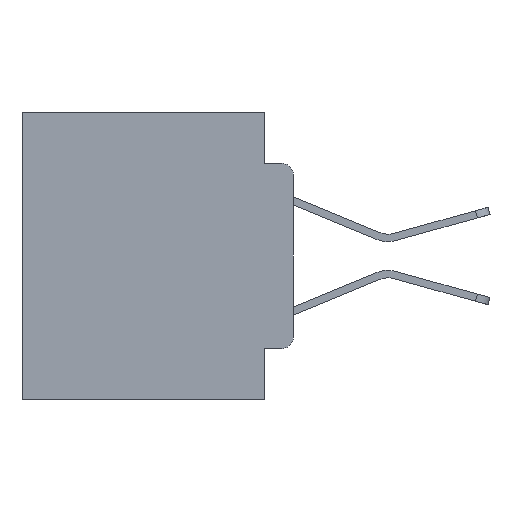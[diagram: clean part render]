
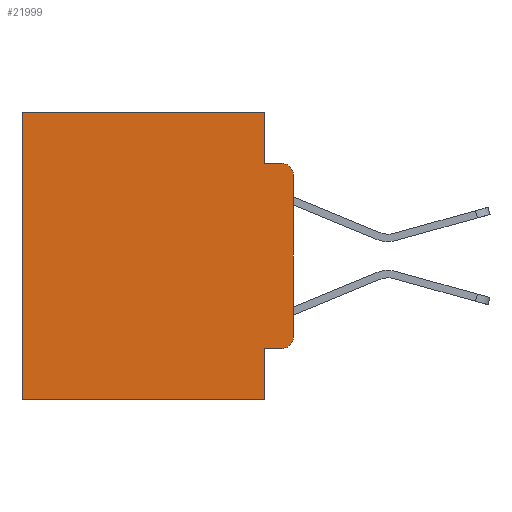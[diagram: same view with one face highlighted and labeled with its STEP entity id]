
A CAD part, left-side view. The second image highlights one B-rep face of the part: STEP entity #21999.
In plain terms, the highlighted planar face has unit normal (-1, 0, 0).
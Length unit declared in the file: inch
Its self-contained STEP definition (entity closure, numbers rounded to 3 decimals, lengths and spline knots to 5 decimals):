
#1276 = EDGE_CURVE ( 'NONE', #13069, #3782, #1528, .T. ) ;
#1323 = AXIS2_PLACEMENT_3D ( 'NONE', #19512, #18526, #3347 ) ;
#1528 = LINE ( 'NONE', #3821, #2289 ) ;
#1613 = EDGE_CURVE ( 'NONE', #25632, #18836, #17524, .T. ) ;
#1887 = VERTEX_POINT ( 'NONE', #14125 ) ;
#1956 = DIRECTION ( 'NONE',  ( 0., 0., -1. ) ) ;
#2117 = DIRECTION ( 'NONE',  ( 0., 0., -1. ) ) ;
#2289 = VECTOR ( 'NONE', #14816, 39.37008 ) ;
#2340 = VERTEX_POINT ( 'NONE', #16852 ) ;
#2411 = CARTESIAN_POINT ( 'NONE',  ( 0.298, 0.02, -0.1085 ) ) ;
#2759 = EDGE_CURVE ( 'NONE', #5391, #7948, #11100, .T. ) ;
#3189 = ORIENTED_EDGE ( 'NONE', *, *, #1276, .T. ) ;
#3347 = DIRECTION ( 'NONE',  ( 0., 0., -1. ) ) ;
#3782 = VERTEX_POINT ( 'NONE', #18142 ) ;
#3821 = CARTESIAN_POINT ( 'NONE',  ( 0.298, 0., 0. ) ) ;
#4843 = DIRECTION ( 'NONE',  ( 0., 0., -1. ) ) ;
#4915 = DIRECTION ( 'NONE',  ( 0., -1., 0. ) ) ;
#5251 = CARTESIAN_POINT ( 'NONE',  ( 0.298, 0.051, -0.0885 ) ) ;
#5391 = VERTEX_POINT ( 'NONE', #20135 ) ;
#5416 = VERTEX_POINT ( 'NONE', #10350 ) ;
#5600 = ORIENTED_EDGE ( 'NONE', *, *, #6708, .F. ) ;
#5679 = LINE ( 'NONE', #6132, #17182 ) ;
#5699 = DIRECTION ( 'NONE',  ( 0., -1., 0. ) ) ;
#6132 = CARTESIAN_POINT ( 'NONE',  ( 0.298, 0., 0. ) ) ;
#6708 = EDGE_CURVE ( 'NONE', #23255, #7948, #5679, .T. ) ;
#7231 = CARTESIAN_POINT ( 'NONE',  ( 0.298, 0., 0. ) ) ;
#7948 = VERTEX_POINT ( 'NONE', #18438 ) ;
#7996 = ORIENTED_EDGE ( 'NONE', *, *, #10721, .T. ) ;
#9313 = EDGE_LOOP ( 'NONE', ( #5600, #7996, #20695, #22563, #3189, #15619, #24668, #16472, #9987, #22327 ) ) ;
#9508 = VECTOR ( 'NONE', #1956, 39.37008 ) ;
#9553 = DIRECTION ( 'NONE',  ( 0., 0., -1. ) ) ;
#9961 = VECTOR ( 'NONE', #21916, 39.37008 ) ;
#9987 = ORIENTED_EDGE ( 'NONE', *, *, #22050, .T. ) ;
#10350 = CARTESIAN_POINT ( 'NONE',  ( 0.298, 0.473, -0.5 ) ) ;
#10721 = EDGE_CURVE ( 'NONE', #23255, #18836, #25801, .T. ) ;
#11100 = CIRCLE ( 'NONE', #1323, 0.02 ) ;
#11545 = VECTOR ( 'NONE', #5699, 39.37008 ) ;
#12532 = LINE ( 'NONE', #27244, #22628 ) ;
#13069 = VERTEX_POINT ( 'NONE', #22701 ) ;
#13858 = CARTESIAN_POINT ( 'NONE',  ( 0.298, 0.02, -0.0885 ) ) ;
#14085 = PLANE ( 'NONE',  #25194 ) ;
#14125 = CARTESIAN_POINT ( 'NONE',  ( 0.298, 0.051, -0.4115 ) ) ;
#14192 = LINE ( 'NONE', #18188, #9508 ) ;
#14816 = DIRECTION ( 'NONE',  ( 0., 1., 0. ) ) ;
#15619 = ORIENTED_EDGE ( 'NONE', *, *, #21878, .T. ) ;
#16011 = LINE ( 'NONE', #24159, #9961 ) ;
#16472 = ORIENTED_EDGE ( 'NONE', *, *, #26852, .F. ) ;
#16529 = CARTESIAN_POINT ( 'NONE',  ( 0.298, 0.051, -0.4115 ) ) ;
#16852 = CARTESIAN_POINT ( 'NONE',  ( 0.298, 0.051, -0.5 ) ) ;
#17042 = DIRECTION ( 'NONE',  ( 0., 1., 0. ) ) ;
#17182 = VECTOR ( 'NONE', #24798, 39.37008 ) ;
#17524 = LINE ( 'NONE', #5251, #11545 ) ;
#17923 = AXIS2_PLACEMENT_3D ( 'NONE', #2411, #18633, #4843 ) ;
#18142 = CARTESIAN_POINT ( 'NONE',  ( 0.298, 0.473, 0. ) ) ;
#18188 = CARTESIAN_POINT ( 'NONE',  ( 0.298, 0.473, 0. ) ) ;
#18438 = CARTESIAN_POINT ( 'NONE',  ( 0.298, 0., -0.3915 ) ) ;
#18526 = DIRECTION ( 'NONE',  ( -1., 0., 0. ) ) ;
#18633 = DIRECTION ( 'NONE',  ( -1., 0., 0. ) ) ;
#18836 = VERTEX_POINT ( 'NONE', #13858 ) ;
#19512 = CARTESIAN_POINT ( 'NONE',  ( 0.298, 0.02, -0.3915 ) ) ;
#19967 = CARTESIAN_POINT ( 'NONE',  ( 0.298, 0., -0.1085 ) ) ;
#20135 = CARTESIAN_POINT ( 'NONE',  ( 0.298, 0.02, -0.4115 ) ) ;
#20232 = LINE ( 'NONE', #28084, #25408 ) ;
#20695 = ORIENTED_EDGE ( 'NONE', *, *, #1613, .F. ) ;
#20768 = EDGE_CURVE ( 'NONE', #13069, #25632, #12532, .T. ) ;
#21859 = VECTOR ( 'NONE', #4915, 39.37008 ) ;
#21878 = EDGE_CURVE ( 'NONE', #3782, #5416, #14192, .T. ) ;
#21916 = DIRECTION ( 'NONE',  ( 0., 0., -1. ) ) ;
#21999 = ADVANCED_FACE ( 'NONE', ( #28399 ), #14085, .F. ) ;
#22050 = EDGE_CURVE ( 'NONE', #1887, #5391, #27716, .T. ) ;
#22327 = ORIENTED_EDGE ( 'NONE', *, *, #2759, .T. ) ;
#22563 = ORIENTED_EDGE ( 'NONE', *, *, #20768, .F. ) ;
#22628 = VECTOR ( 'NONE', #2117, 39.37008 ) ;
#22701 = CARTESIAN_POINT ( 'NONE',  ( 0.298, 0.051, 0. ) ) ;
#23077 = DIRECTION ( 'NONE',  ( 1., 0., 0. ) ) ;
#23255 = VERTEX_POINT ( 'NONE', #19967 ) ;
#24159 = CARTESIAN_POINT ( 'NONE',  ( 0.298, 0.051, 0. ) ) ;
#24668 = ORIENTED_EDGE ( 'NONE', *, *, #26686, .F. ) ;
#24798 = DIRECTION ( 'NONE',  ( 0., 0., -1. ) ) ;
#25194 = AXIS2_PLACEMENT_3D ( 'NONE', #7231, #23077, #9553 ) ;
#25408 = VECTOR ( 'NONE', #17042, 39.37008 ) ;
#25632 = VERTEX_POINT ( 'NONE', #28509 ) ;
#25801 = CIRCLE ( 'NONE', #17923, 0.02 ) ;
#26686 = EDGE_CURVE ( 'NONE', #2340, #5416, #20232, .T. ) ;
#26852 = EDGE_CURVE ( 'NONE', #1887, #2340, #16011, .T. ) ;
#27244 = CARTESIAN_POINT ( 'NONE',  ( 0.298, 0.051, 0. ) ) ;
#27716 = LINE ( 'NONE', #16529, #21859 ) ;
#28084 = CARTESIAN_POINT ( 'NONE',  ( 0.298, 0., -0.5 ) ) ;
#28399 = FACE_OUTER_BOUND ( 'NONE', #9313, .T. ) ;
#28509 = CARTESIAN_POINT ( 'NONE',  ( 0.298, 0.051, -0.0885 ) ) ;
